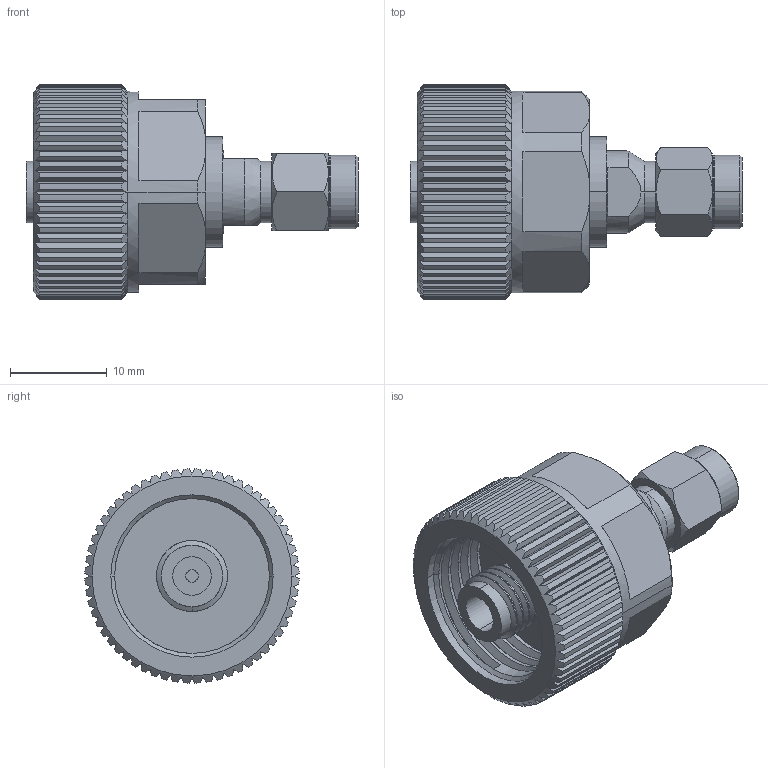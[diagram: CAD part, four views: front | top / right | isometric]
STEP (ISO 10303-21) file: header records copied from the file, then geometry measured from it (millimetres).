
FILE_DESCRIPTION (( 'STEP AP214' ), '1' );
FILE_NAME ('SM9981_3D.STEP', '2021-08-18T18:53:02', ( '' ), ( '' ), 'SwSTEP 2.0', 'SolidWorks 2021', '' );
FILE_SCHEMA (( 'AUTOMOTIVE_DESIGN' ));
Length unit declared in the file: inch
Products named in the file (1): SM9981_3D
Bounding box: 34.3 x 22.13 x 22.13 mm (x, y, z)
Volume: 5357.8 mm3; surface area: 3765.4 mm2
Topology: 1 solids, 2 shells, 313 faces, 867 edges, 570 vertices
Faces by surface type: plane 163, cylinder 114, cone 27, bspline 9
Entity records: 12382 total; most frequent: CARTESIAN_POINT 4928, ORIENTED_EDGE 1734, DIRECTION 1343, EDGE_CURVE 867, VERTEX_POINT 570, AXIS2_PLACEMENT_3D 522, EDGE_LOOP 325, FACE_OUTER_BOUND 313
